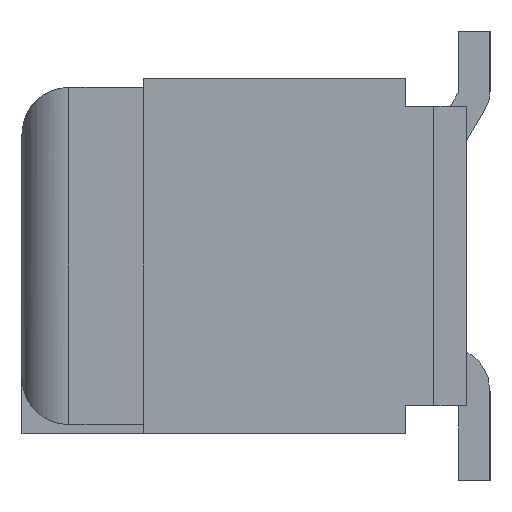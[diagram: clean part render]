
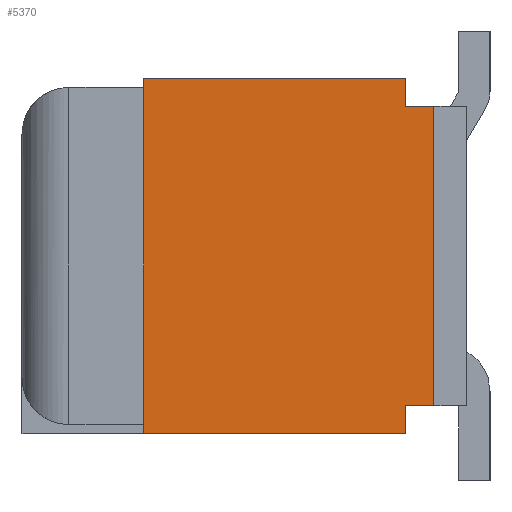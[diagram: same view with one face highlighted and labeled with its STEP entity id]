
A CAD part, left-side view. The second image highlights one B-rep face of the part: STEP entity #5370.
In plain terms, the highlighted planar face has unit normal (-1, 0, 0).
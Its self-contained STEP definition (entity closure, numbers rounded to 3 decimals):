
#4854=VERTEX_POINT('',#14345);
#5044=EDGE_CURVE('',#8776,#10228,#14547,.T.);
#5104=EDGE_CURVE('',#4854,#12488,#14617,.T.);
#5182=EDGE_CURVE('',#12240,#7926,#14699,.T.);
#5370=ADVANCED_FACE('',(#14904),#14905,.F.);
#5528=EDGE_CURVE('',#12488,#8254,#15076,.T.);
#5934=EDGE_CURVE('',#10228,#6964,#15513,.T.);
#6030=VERTEX_POINT('',#15617);
#6612=EDGE_CURVE('',#8254,#7926,#16275,.T.);
#6964=VERTEX_POINT('',#16653);
#7634=EDGE_CURVE('',#4854,#6964,#17380,.T.);
#7736=EDGE_CURVE('',#6030,#8776,#17492,.T.);
#7926=VERTEX_POINT('',#17699);
#7980=EDGE_CURVE('',#8942,#6030,#17757,.T.);
#8254=VERTEX_POINT('',#18057);
#8776=VERTEX_POINT('',#18632);
#8942=VERTEX_POINT('',#18806);
#10228=VERTEX_POINT('',#20192);
#12240=VERTEX_POINT('',#22386);
#12488=VERTEX_POINT('',#22653);
#13534=EDGE_CURVE('',#12240,#8942,#23795,.T.);
#14345=CARTESIAN_POINT('',(-12.0,3.7,1.9));
#14547=LINE('',#24994,#24995);
#14617=LINE('',#25090,#25091);
#14699=LINE('',#25218,#25219);
#14904=FACE_OUTER_BOUND('',#25504,.T.);
#14905=PLANE('',#25505);
#15076=LINE('',#25747,#25748);
#15513=LINE('',#26373,#26374);
#15617=CARTESIAN_POINT('',(-12.0,0.6,-1.6));
#16275=LINE('',#27457,#27458);
#16653=CARTESIAN_POINT('',(-12.0,0.9,1.9));
#17380=LINE('',#29064,#29065);
#17492=LINE('',#29224,#29225);
#17699=CARTESIAN_POINT('',(-12.0,3.7,-1.9));
#17757=LINE('',#29625,#29626);
#18057=CARTESIAN_POINT('',(-12.0,3.7,-1.8));
#18632=CARTESIAN_POINT('',(-12.0,0.6,1.6));
#18806=CARTESIAN_POINT('',(-12.0,0.9,-1.6));
#20192=CARTESIAN_POINT('',(-12.0,0.9,1.6));
#22386=CARTESIAN_POINT('',(-12.0,0.9,-1.9));
#22653=CARTESIAN_POINT('',(-12.0,3.7,1.8));
#23795=LINE('',#38428,#38429);
#24994=CARTESIAN_POINT('',(-12.0,1.213,1.6));
#24995=VECTOR('',#39847,1.0);
#25090=CARTESIAN_POINT('',(-12.0,3.7,0.0));
#25091=VECTOR('',#39940,1.0);
#25218=CARTESIAN_POINT('',(-12.0,1.975,-1.9));
#25219=VECTOR('',#39995,1.0);
#25504=EDGE_LOOP('',(#40178,#40179,#40180,#40181,#40182,#40183,#40184,#40185,#40186,#40187));
#25505=AXIS2_PLACEMENT_3D('',#40188,#40189,#40190);
#25747=CARTESIAN_POINT('',(-12.0,3.7,0.0));
#25748=VECTOR('',#40348,1.0);
#26373=CARTESIAN_POINT('',(-12.0,0.9,0.875));
#26374=VECTOR('',#40724,1.0);
#27457=CARTESIAN_POINT('',(-12.0,3.7,0.0));
#27458=VECTOR('',#41554,1.0);
#29064=CARTESIAN_POINT('',(-12.0,1.975,1.9));
#29065=VECTOR('',#42580,1.0);
#29224=CARTESIAN_POINT('',(-12.0,0.6,0.0));
#29225=VECTOR('',#42684,1.0);
#29625=CARTESIAN_POINT('',(-12.0,1.213,-1.6));
#29626=VECTOR('',#42920,1.0);
#38428=CARTESIAN_POINT('',(-12.0,0.9,-0.875));
#38429=VECTOR('',#49109,1.0);
#39847=DIRECTION('',(0.0,1.0,0.0));
#39940=DIRECTION('',(0.0,0.0,-1.0));
#39995=DIRECTION('',(0.0,1.0,0.0));
#40178=ORIENTED_EDGE('',*,*,#7980,.T.);
#40179=ORIENTED_EDGE('',*,*,#7736,.T.);
#40180=ORIENTED_EDGE('',*,*,#5044,.T.);
#40181=ORIENTED_EDGE('',*,*,#5934,.T.);
#40182=ORIENTED_EDGE('',*,*,#7634,.F.);
#40183=ORIENTED_EDGE('',*,*,#5104,.T.);
#40184=ORIENTED_EDGE('',*,*,#5528,.T.);
#40185=ORIENTED_EDGE('',*,*,#6612,.T.);
#40186=ORIENTED_EDGE('',*,*,#5182,.F.);
#40187=ORIENTED_EDGE('',*,*,#13534,.T.);
#40188=CARTESIAN_POINT('',(-12.0,1.975,0.0));
#40189=DIRECTION('',(1.0,0.0,0.0));
#40190=DIRECTION('',(0.0,0.0,-1.0));
#40348=DIRECTION('',(0.0,0.0,-1.0));
#40724=DIRECTION('',(-0.0,0.0,1.0));
#41554=DIRECTION('',(0.0,0.0,-1.0));
#42580=DIRECTION('',(0.0,-1.0,0.0));
#42684=DIRECTION('',(-0.0,0.0,1.0));
#42920=DIRECTION('',(0.0,-1.0,0.0));
#49109=DIRECTION('',(-0.0,0.0,1.0));
